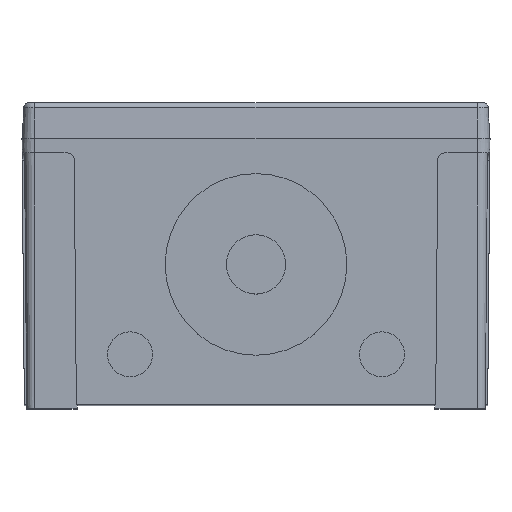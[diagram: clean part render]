
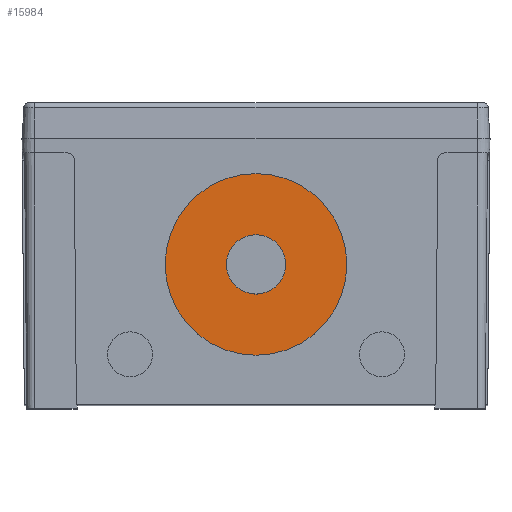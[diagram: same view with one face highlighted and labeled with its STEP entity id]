
A CAD part, top view. The second image highlights one B-rep face of the part: STEP entity #15984.
In plain terms, the highlighted planar face has unit normal (0, -0.009, 1).
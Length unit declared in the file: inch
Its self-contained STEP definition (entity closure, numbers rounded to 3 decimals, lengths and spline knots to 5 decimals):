
#338 = EDGE_LOOP ( 'NONE', ( #607, #7116 ) ) ;
#555 = AXIS2_PLACEMENT_3D ( 'NONE', #13631, #2378, #7218 ) ;
#607 = ORIENTED_EDGE ( 'NONE', *, *, #6598, .T. ) ;
#792 = CARTESIAN_POINT ( 'NONE',  ( 0., -1.05304, 3.52821 ) ) ;
#1029 = FACE_OUTER_BOUND ( 'NONE', #338, .T. ) ;
#1116 = EDGE_CURVE ( 'NONE', #10024, #2392, #12380, .T. ) ;
#2378 = DIRECTION ( 'NONE',  ( 0., -0.009, 1. ) ) ;
#2392 = VERTEX_POINT ( 'NONE', #792 ) ;
#2908 = ORIENTED_EDGE ( 'NONE', *, *, #1116, .F. ) ;
#3134 = CARTESIAN_POINT ( 'NONE',  ( 0., -1.37783, 3.52538 ) ) ;
#3249 = CARTESIAN_POINT ( 'NONE',  ( 0., -1.70262, 3.52254 ) ) ;
#3268 = DIRECTION ( 'NONE',  ( 0., -1., -0.009 ) ) ;
#3368 = FACE_BOUND ( 'NONE', #9755, .T. ) ;
#3440 = DIRECTION ( 'NONE',  ( -1., 0., 0. ) ) ;
#4542 = EDGE_CURVE ( 'NONE', #5381, #5473, #5350, .T. ) ;
#5212 = AXIS2_PLACEMENT_3D ( 'NONE', #3134, #9540, #8061 ) ;
#5350 = CIRCLE ( 'NONE', #555, 0.99409 ) ;
#5381 = VERTEX_POINT ( 'NONE', #14595 ) ;
#5473 = VERTEX_POINT ( 'NONE', #6262 ) ;
#5950 = CARTESIAN_POINT ( 'NONE',  ( 0., -1.37783, 3.52538 ) ) ;
#6262 = CARTESIAN_POINT ( 'NONE',  ( 0., -2.37189, 3.5167 ) ) ;
#6598 = EDGE_CURVE ( 'NONE', #5473, #5381, #11536, .T. ) ;
#7116 = ORIENTED_EDGE ( 'NONE', *, *, #4542, .T. ) ;
#7218 = DIRECTION ( 'NONE',  ( 0., -1., -0.009 ) ) ;
#7917 = AXIS2_PLACEMENT_3D ( 'NONE', #5950, #9855, #3440 ) ;
#8061 = DIRECTION ( 'NONE',  ( 0., -1., -0.009 ) ) ;
#8445 = PLANE ( 'NONE',  #7917 ) ;
#8656 = DIRECTION ( 'NONE',  ( 0., -0.009, 1. ) ) ;
#9540 = DIRECTION ( 'NONE',  ( 0., -0.009, 1. ) ) ;
#9680 = CARTESIAN_POINT ( 'NONE',  ( 0., -1.37783, 3.52538 ) ) ;
#9755 = EDGE_LOOP ( 'NONE', ( #2908, #15014 ) ) ;
#9855 = DIRECTION ( 'NONE',  ( 0., -0.009, 1. ) ) ;
#10024 = VERTEX_POINT ( 'NONE', #3249 ) ;
#10215 = EDGE_CURVE ( 'NONE', #2392, #10024, #13095, .T. ) ;
#10240 = DIRECTION ( 'NONE',  ( 0., -1., -0.009 ) ) ;
#11536 = CIRCLE ( 'NONE', #16297, 0.99409 ) ;
#12025 = AXIS2_PLACEMENT_3D ( 'NONE', #15149, #8656, #10240 ) ;
#12380 = CIRCLE ( 'NONE', #5212, 0.3248 ) ;
#13095 = CIRCLE ( 'NONE', #12025, 0.3248 ) ;
#13593 = DIRECTION ( 'NONE',  ( 0., -0.009, 1. ) ) ;
#13631 = CARTESIAN_POINT ( 'NONE',  ( 0., -1.37783, 3.52538 ) ) ;
#14595 = CARTESIAN_POINT ( 'NONE',  ( 0., -0.38377, 3.53405 ) ) ;
#15014 = ORIENTED_EDGE ( 'NONE', *, *, #10215, .F. ) ;
#15149 = CARTESIAN_POINT ( 'NONE',  ( 0., -1.37783, 3.52538 ) ) ;
#15984 = ADVANCED_FACE ( 'NONE', ( #3368, #1029 ), #8445, .T. ) ;
#16297 = AXIS2_PLACEMENT_3D ( 'NONE', #9680, #13593, #3268 ) ;
